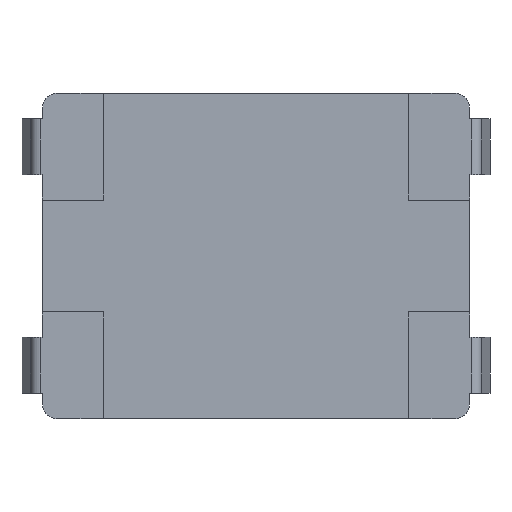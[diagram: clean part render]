
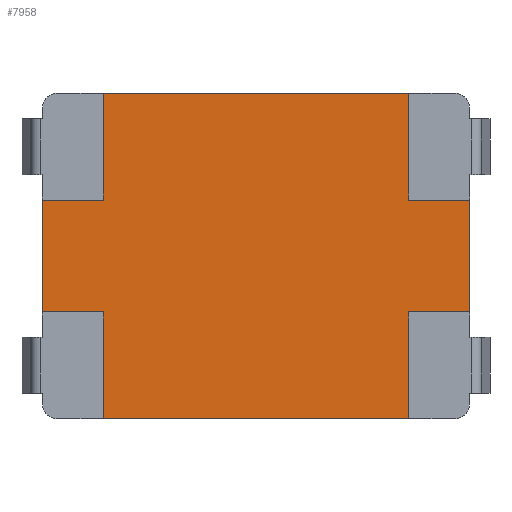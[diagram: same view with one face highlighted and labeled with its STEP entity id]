
A CAD part, front view. The second image highlights one B-rep face of the part: STEP entity #7958.
In plain terms, the highlighted planar face has unit normal (0, -1, 0).
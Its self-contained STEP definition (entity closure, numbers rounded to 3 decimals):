
#166 = EDGE_CURVE ( 'NONE', #3963, #5493, #473, .T. ) ;
#198 = LINE ( 'NONE', #6976, #938 ) ;
#298 = LINE ( 'NONE', #4091, #7410 ) ;
#473 = LINE ( 'NONE', #7739, #6305 ) ;
#683 = DIRECTION ( 'NONE',  ( 0., 0., 1. ) ) ;
#694 = CARTESIAN_POINT ( 'NONE',  ( 1.5, 0., 0.55 ) ) ;
#765 = CARTESIAN_POINT ( 'NONE',  ( -1.5, 0., 0.55 ) ) ;
#804 = DIRECTION ( 'NONE',  ( 0., 0., -1. ) ) ;
#806 = VERTEX_POINT ( 'NONE', #6725 ) ;
#860 = CARTESIAN_POINT ( 'NONE',  ( -2.1, 0., 0.55 ) ) ;
#938 = VECTOR ( 'NONE', #4895, 1000. ) ;
#1126 = ORIENTED_EDGE ( 'NONE', *, *, #2511, .F. ) ;
#1137 = ORIENTED_EDGE ( 'NONE', *, *, #8266, .F. ) ;
#1256 = EDGE_CURVE ( 'NONE', #2241, #4050, #3342, .T. ) ;
#1273 = CARTESIAN_POINT ( 'NONE',  ( -1.5, 0., -0.55 ) ) ;
#1334 = LINE ( 'NONE', #4370, #3324 ) ;
#1354 = CARTESIAN_POINT ( 'NONE',  ( 1.5, 0., -1.6 ) ) ;
#1485 = EDGE_CURVE ( 'NONE', #3386, #1641, #4082, .T. ) ;
#1641 = VERTEX_POINT ( 'NONE', #1658 ) ;
#1658 = CARTESIAN_POINT ( 'NONE',  ( 2.1, 0., 0.55 ) ) ;
#1674 = DIRECTION ( 'NONE',  ( 1., 0., 0. ) ) ;
#1707 = CARTESIAN_POINT ( 'NONE',  ( 1.5, 0., -0.55 ) ) ;
#1821 = EDGE_CURVE ( 'NONE', #2629, #4984, #298, .T. ) ;
#1944 = LINE ( 'NONE', #7469, #3811 ) ;
#1954 = VERTEX_POINT ( 'NONE', #5476 ) ;
#1961 = DIRECTION ( 'NONE',  ( -1., 0., 0. ) ) ;
#2181 = CARTESIAN_POINT ( 'NONE',  ( 1.5, 0., 1.6 ) ) ;
#2241 = VERTEX_POINT ( 'NONE', #6939 ) ;
#2272 = CARTESIAN_POINT ( 'NONE',  ( -1.95, 0., 1.45 ) ) ;
#2320 = DIRECTION ( 'NONE',  ( -1., 0., 0. ) ) ;
#2353 = VERTEX_POINT ( 'NONE', #1354 ) ;
#2511 = EDGE_CURVE ( 'NONE', #4050, #7120, #4798, .T. ) ;
#2616 = ORIENTED_EDGE ( 'NONE', *, *, #1256, .F. ) ;
#2629 = VERTEX_POINT ( 'NONE', #5546 ) ;
#2767 = AXIS2_PLACEMENT_3D ( 'NONE', #2272, #4374, #5041 ) ;
#2817 = CARTESIAN_POINT ( 'NONE',  ( 2.1, 0., 0.55 ) ) ;
#2946 = DIRECTION ( 'NONE',  ( 0., 0., -1. ) ) ;
#3172 = ORIENTED_EDGE ( 'NONE', *, *, #3437, .F. ) ;
#3295 = VECTOR ( 'NONE', #2946, 1000. ) ;
#3324 = VECTOR ( 'NONE', #5007, 1000. ) ;
#3342 = LINE ( 'NONE', #5229, #4625 ) ;
#3386 = VERTEX_POINT ( 'NONE', #694 ) ;
#3424 = CARTESIAN_POINT ( 'NONE',  ( -2.1, 0., 0.55 ) ) ;
#3437 = EDGE_CURVE ( 'NONE', #7120, #806, #4740, .T. ) ;
#3448 = VECTOR ( 'NONE', #4830, 1000. ) ;
#3626 = ORIENTED_EDGE ( 'NONE', *, *, #6036, .F. ) ;
#3811 = VECTOR ( 'NONE', #1961, 1000. ) ;
#3963 = VERTEX_POINT ( 'NONE', #6597 ) ;
#3980 = DIRECTION ( 'NONE',  ( 0., 0., 1. ) ) ;
#4050 = VERTEX_POINT ( 'NONE', #860 ) ;
#4082 = LINE ( 'NONE', #2817, #3448 ) ;
#4091 = CARTESIAN_POINT ( 'NONE',  ( -1.5, 0., -1.6 ) ) ;
#4173 = VECTOR ( 'NONE', #5427, 1000. ) ;
#4214 = ORIENTED_EDGE ( 'NONE', *, *, #4532, .F. ) ;
#4370 = CARTESIAN_POINT ( 'NONE',  ( 2.1, 0., 1.45 ) ) ;
#4374 = DIRECTION ( 'NONE',  ( 0., -1., 0. ) ) ;
#4531 = FACE_OUTER_BOUND ( 'NONE', #8077, .T. ) ;
#4532 = EDGE_CURVE ( 'NONE', #4984, #2241, #1944, .T. ) ;
#4564 = ORIENTED_EDGE ( 'NONE', *, *, #1821, .F. ) ;
#4625 = VECTOR ( 'NONE', #3980, 1000. ) ;
#4740 = LINE ( 'NONE', #6851, #8883 ) ;
#4764 = DIRECTION ( 'NONE',  ( 0., 0., 1. ) ) ;
#4798 = LINE ( 'NONE', #3424, #4173 ) ;
#4818 = ORIENTED_EDGE ( 'NONE', *, *, #1485, .F. ) ;
#4830 = DIRECTION ( 'NONE',  ( 1., 0., 0. ) ) ;
#4895 = DIRECTION ( 'NONE',  ( -1., 0., 0. ) ) ;
#4984 = VERTEX_POINT ( 'NONE', #1273 ) ;
#5007 = DIRECTION ( 'NONE',  ( 0., 0., -1. ) ) ;
#5041 = DIRECTION ( 'NONE',  ( 0., 0., -1. ) ) ;
#5229 = CARTESIAN_POINT ( 'NONE',  ( -2.1, 0., 1.45 ) ) ;
#5334 = LINE ( 'NONE', #2181, #5762 ) ;
#5427 = DIRECTION ( 'NONE',  ( 1., 0., 0. ) ) ;
#5476 = CARTESIAN_POINT ( 'NONE',  ( 1.5, 0., 1.6 ) ) ;
#5493 = VERTEX_POINT ( 'NONE', #1707 ) ;
#5546 = CARTESIAN_POINT ( 'NONE',  ( -1.5, 0., -1.6 ) ) ;
#5730 = CARTESIAN_POINT ( 'NONE',  ( 1.95, 0., 1.6 ) ) ;
#5762 = VECTOR ( 'NONE', #804, 1000. ) ;
#5932 = LINE ( 'NONE', #6366, #3295 ) ;
#6034 = EDGE_CURVE ( 'NONE', #806, #1954, #8814, .T. ) ;
#6036 = EDGE_CURVE ( 'NONE', #5493, #2353, #5932, .T. ) ;
#6305 = VECTOR ( 'NONE', #2320, 1000. ) ;
#6366 = CARTESIAN_POINT ( 'NONE',  ( 1.5, 0., -1.6 ) ) ;
#6597 = CARTESIAN_POINT ( 'NONE',  ( 2.1, 0., -0.55 ) ) ;
#6725 = CARTESIAN_POINT ( 'NONE',  ( -1.5, 0., 1.6 ) ) ;
#6851 = CARTESIAN_POINT ( 'NONE',  ( -1.5, 0., 1.6 ) ) ;
#6939 = CARTESIAN_POINT ( 'NONE',  ( -2.1, 0., -0.55 ) ) ;
#6976 = CARTESIAN_POINT ( 'NONE',  ( 1.95, 0., -1.6 ) ) ;
#7042 = ORIENTED_EDGE ( 'NONE', *, *, #8802, .F. ) ;
#7120 = VERTEX_POINT ( 'NONE', #765 ) ;
#7410 = VECTOR ( 'NONE', #4764, 1000. ) ;
#7469 = CARTESIAN_POINT ( 'NONE',  ( -2.1, 0., -0.55 ) ) ;
#7575 = ORIENTED_EDGE ( 'NONE', *, *, #166, .F. ) ;
#7642 = EDGE_CURVE ( 'NONE', #2353, #2629, #198, .T. ) ;
#7739 = CARTESIAN_POINT ( 'NONE',  ( 2.1, 0., -0.55 ) ) ;
#7958 = ADVANCED_FACE ( 'NONE', ( #4531 ), #8503, .T. ) ;
#8077 = EDGE_LOOP ( 'NONE', ( #3172, #1126, #2616, #4214, #4564, #8107, #3626, #7575, #7042, #4818, #1137, #8419 ) ) ;
#8107 = ORIENTED_EDGE ( 'NONE', *, *, #7642, .F. ) ;
#8266 = EDGE_CURVE ( 'NONE', #1954, #3386, #5334, .T. ) ;
#8419 = ORIENTED_EDGE ( 'NONE', *, *, #6034, .F. ) ;
#8477 = VECTOR ( 'NONE', #1674, 1000. ) ;
#8503 = PLANE ( 'NONE',  #2767 ) ;
#8802 = EDGE_CURVE ( 'NONE', #1641, #3963, #1334, .T. ) ;
#8814 = LINE ( 'NONE', #5730, #8477 ) ;
#8883 = VECTOR ( 'NONE', #683, 1000. ) ;
